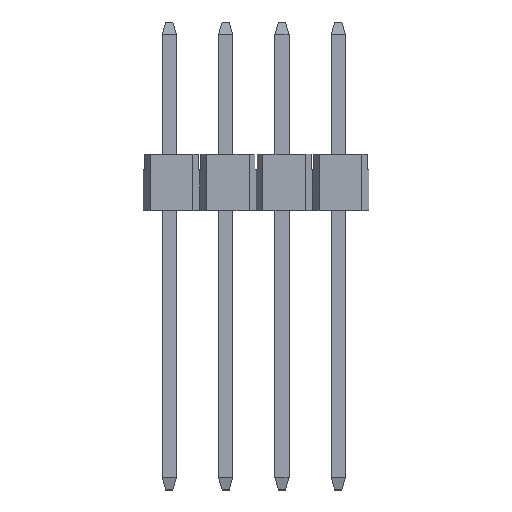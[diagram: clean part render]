
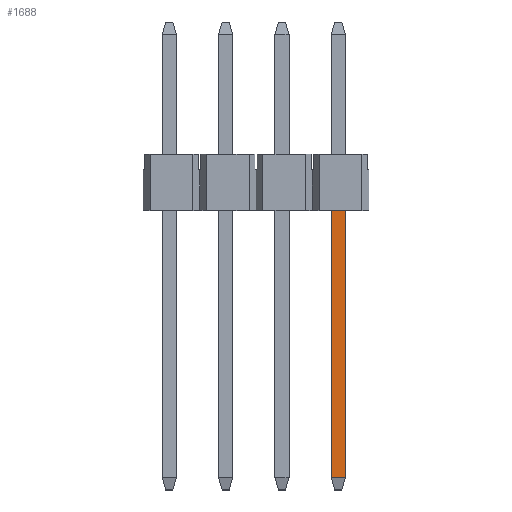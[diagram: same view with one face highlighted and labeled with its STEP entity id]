
A CAD part, top view. The second image highlights one B-rep face of the part: STEP entity #1688.
In plain terms, the highlighted planar face has unit normal (0, 0, 1).
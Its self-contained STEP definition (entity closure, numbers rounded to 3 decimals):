
#700=VERTEX_POINT('',#1936);
#800=EDGE_CURVE('',#700,#1202,#2054,.T.);
#958=EDGE_CURVE('',#700,#1044,#2228,.T.);
#1044=VERTEX_POINT('',#2322);
#1202=VERTEX_POINT('',#2496);
#1290=VERTEX_POINT('',#2592);
#1540=EDGE_CURVE('',#1290,#1044,#2867,.T.);
#1550=EDGE_CURVE('',#1202,#1290,#2877,.T.);
#1688=ADVANCED_FACE('',(#3028),#3029,.T.);
#1936=CARTESIAN_POINT('',(3.49,-2.54,0.32));
#2054=LINE('',#3480,#3481);
#2228=LINE('',#3734,#3735);
#2322=CARTESIAN_POINT('',(4.13,-2.54,0.32));
#2496=CARTESIAN_POINT('',(3.49,-14.594,0.32));
#2592=CARTESIAN_POINT('',(4.13,-14.594,0.32));
#2867=LINE('',#4667,#4668);
#2877=LINE('',#4683,#4684);
#3028=FACE_OUTER_BOUND('',#4891,.T.);
#3029=PLANE('',#4892);
#3480=CARTESIAN_POINT('',(3.49,-4.59,0.32));
#3481=VECTOR('',#5393,1.0);
#3734=CARTESIAN_POINT('',(-0.2,-2.54,0.32));
#3735=VECTOR('',#5565,1.0);
#4667=CARTESIAN_POINT('',(4.13,-14.594,0.32));
#4668=VECTOR('',#6198,1.0);
#4683=CARTESIAN_POINT('',(3.31,-14.594,0.32));
#4684=VECTOR('',#6201,1.0);
#4891=EDGE_LOOP('',(#6341,#6342,#6343,#6344));
#4892=AXIS2_PLACEMENT_3D('',#6345,#6346,#6347);
#5393=DIRECTION('',(0.,-1.0,0.));
#5565=DIRECTION('',(1.0,0.,0.));
#6198=DIRECTION('',(0.,1.0,0.));
#6201=DIRECTION('',(1.0,0.,0.));
#6341=ORIENTED_EDGE('',*,*,#958,.F.);
#6342=ORIENTED_EDGE('',*,*,#800,.T.);
#6343=ORIENTED_EDGE('',*,*,#1550,.T.);
#6344=ORIENTED_EDGE('',*,*,#1540,.T.);
#6345=CARTESIAN_POINT('',(3.31,-14.594,0.32));
#6346=DIRECTION('',(0.,0.,1.0));
#6347=DIRECTION('',(0.,-1.0,0.));
